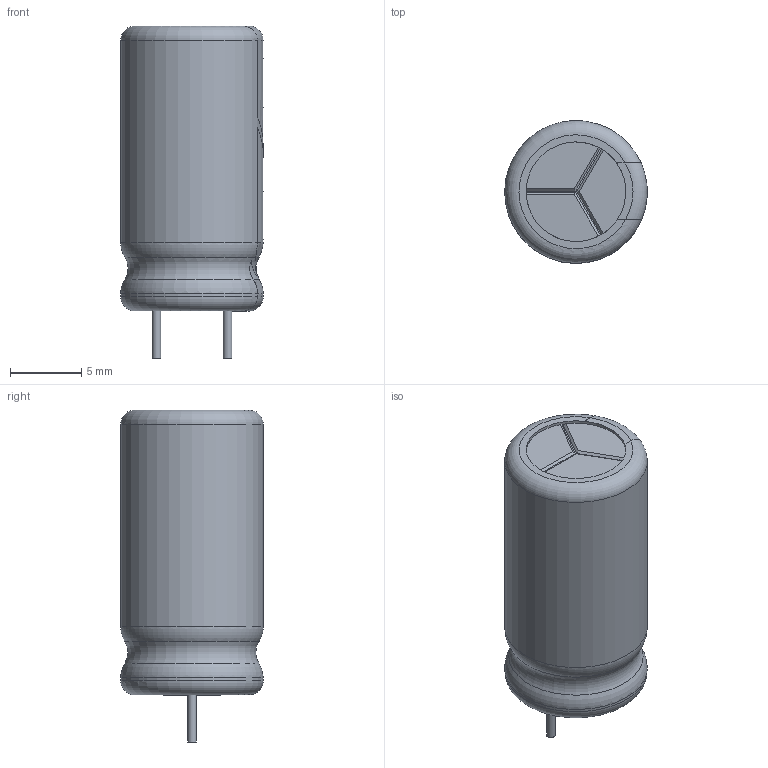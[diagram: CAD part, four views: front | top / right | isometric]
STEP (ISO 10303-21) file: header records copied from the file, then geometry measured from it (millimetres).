
FILE_DESCRIPTION((' '),'2;1');
FILE_NAME( 'CAPPRD500W60D1000H2000.stp', '2022-09-09T16:11:34', (' '), ('--- Datakit www.datakit.com---'), ' Datakit CrossCadWare V2022.3 Jun 15 2022', 'DATAKIT 2022 (c)', ' ');
FILE_SCHEMA(('AP242_MANAGED_MODEL_BASED_3D_ENGINEERING_MIM_LF { 1 0 10303 442 1 1 4 }'));
Length unit declared in the file: millimetre
Products named in the file (1): CAPPRD500W60D1000H2000
Bounding box: 10 x 9.99 x 23.3 mm (x, y, z)
Volume: 802.6 mm3; surface area: 1267.7 mm2
Topology: 1 solids, 2 shells, 72 faces, 184 edges, 120 vertices
Faces by surface type: plane 47, cylinder 12, torus 11, bspline 2
Full cylindrical faces by diameter (mm): 0.6 x2, 7 x3, 10 x1
Entity records: 2711 total; most frequent: CARTESIAN_POINT 928, ORIENTED_EDGE 350, DIRECTION 321, EDGE_CURVE 175, AXIS2_PLACEMENT_3D 118, VERTEX_POINT 117, VECTOR 85, LINE 85
